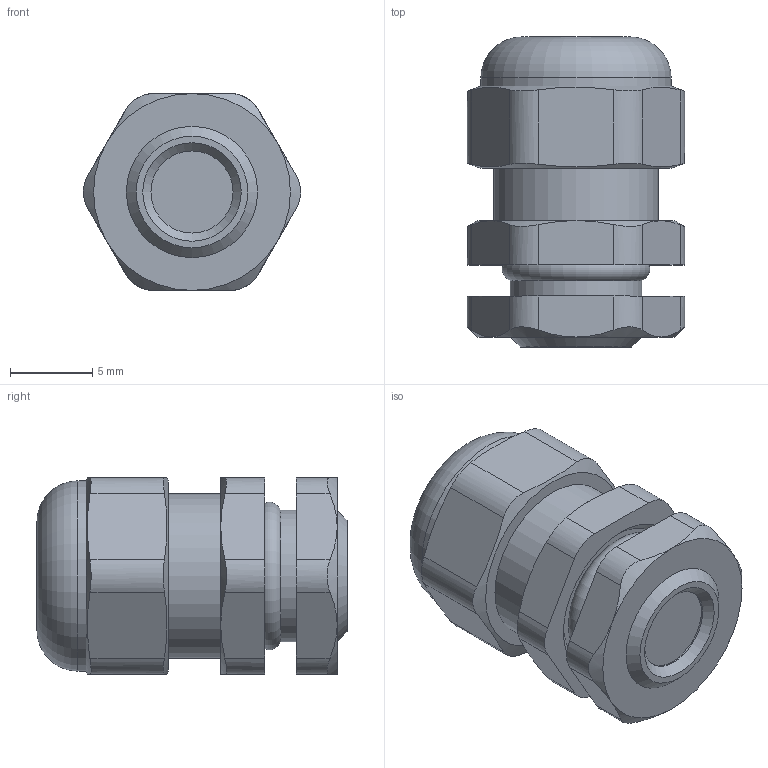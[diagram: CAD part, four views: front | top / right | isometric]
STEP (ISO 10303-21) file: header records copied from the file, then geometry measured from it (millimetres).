
FILE_DESCRIPTION(/* description */ (''),/* implementation_level */ '2;1');
FILE_NAME(/* name */ '',/* time_stamp */ '2025-03-28T14:26:55+07:00',/* author */ ('zeta-86'),/* organization */ (''),/* preprocessor_version */ 'ST-DEVELOPER v19.2',/* originating_system */ 'Autodesk Inventor 2024',/* authorisation */ '');
FILE_SCHEMA (('AUTOMOTIVE_DESIGN { 1 0 10303 214 3 1 1 }'));
Length unit declared in the file: millimetre
Products named in the file (1): Деталь2
Bounding box: 13.24 x 18.9 x 12 mm (x, y, z)
Volume: 1875.7 mm3; surface area: 1138.2 mm2
Topology: 1 solids, 1 shells, 72 faces, 173 edges, 111 vertices
Faces by surface type: plane 28, cylinder 24, cone 17, torus 3
Full cylindrical faces by diameter (mm): 5 x1, 5.2 x1, 8 x2, 10 x1, 11.6 x1
Entity records: 2393 total; most frequent: CARTESIAN_POINT 695, ORIENTED_EDGE 346, DIRECTION 309, EDGE_CURVE 173, AXIS2_PLACEMENT_3D 125, VERTEX_POINT 111, EDGE_LOOP 80, FACE_OUTER_BOUND 72
